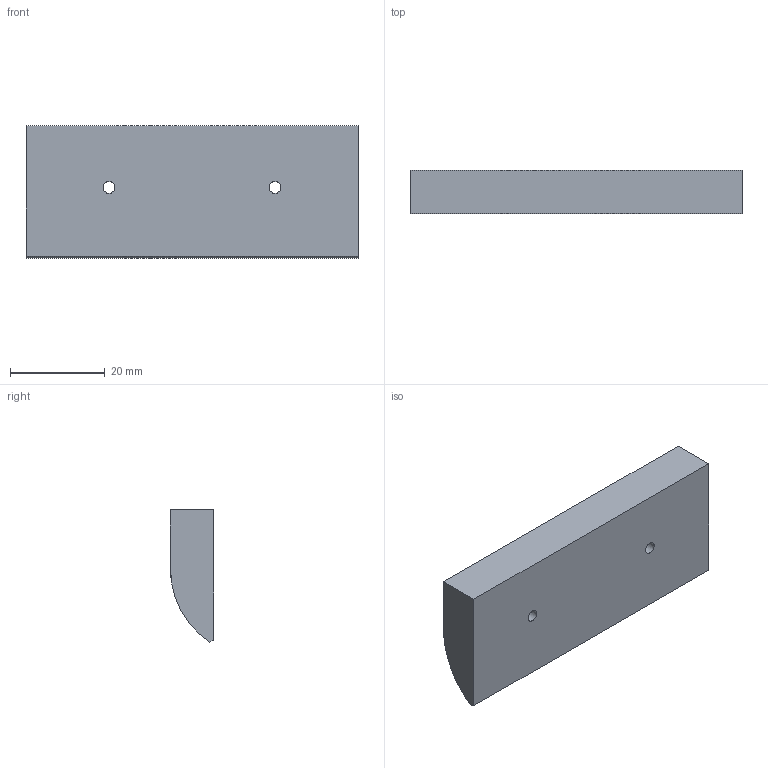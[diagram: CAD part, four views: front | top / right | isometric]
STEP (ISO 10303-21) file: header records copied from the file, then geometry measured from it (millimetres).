
FILE_DESCRIPTION(('HOOPS Exchange Step'),'2;1');
FILE_NAME('temp_export','2023-06-13T19:32:00-04:00',('gmoua'),('Shapr3D Limited'),'HOOPS Exchange 2022.2','Shapr3D','Authorized');
FILE_SCHEMA( ('AUTOMOTIVE_DESIGN { 1 0 10303 214 1 1 1 1 }') );
Length unit declared in the file: millimetre
Products named in the file (1): Hood Sanding Block Base
Bounding box: 70 x 9.08 x 27.92 mm (x, y, z)
Volume: 14983.7 mm3; surface area: 5327 mm2
Topology: 1 solids, 1 shells, 9 faces, 29 edges, 20 vertices
Faces by surface type: plane 6, cylinder 3
Full cylindrical faces by diameter (mm): 2.5 x2
Entity records: 519 total; most frequent: CARTESIAN_POINT 227, ORIENTED_EDGE 58, DIRECTION 53, EDGE_CURVE 29, VERTEX_POINT 20, AXIS2_PLACEMENT_3D 18, VECTOR 17, LINE 17
